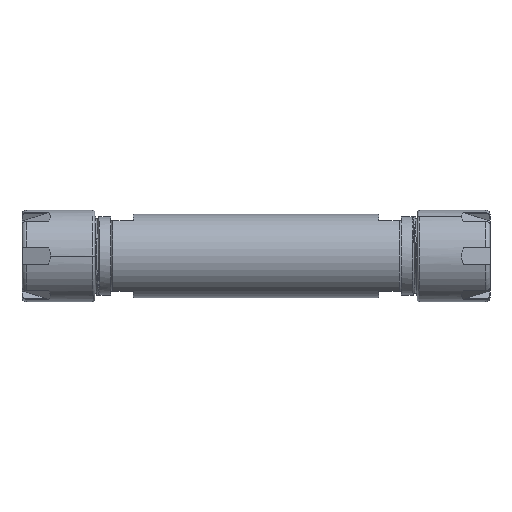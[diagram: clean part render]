
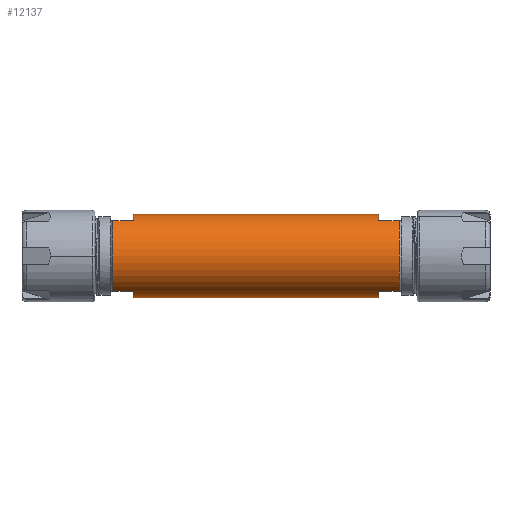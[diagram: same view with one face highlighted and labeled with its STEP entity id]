
A CAD part, front view. The second image highlights one B-rep face of the part: STEP entity #12137.
In plain terms, the highlighted cylindrical face has radius 10 mm (diameter 20 mm), a partial arc.
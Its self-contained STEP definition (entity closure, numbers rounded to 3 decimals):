
#2014 = VERTEX_POINT ( 'NONE', #17194 ) ;
#2051 = VERTEX_POINT ( 'NONE', #17395 ) ;
#2791 = ORIENTED_EDGE ( 'NONE', *, *, #5738, .T. ) ;
#2792 = ORIENTED_EDGE ( 'NONE', *, *, #5720, .F. ) ;
#2798 = ORIENTED_EDGE ( 'NONE', *, *, #5729, .T. ) ;
#2839 = ORIENTED_EDGE ( 'NONE', *, *, #5734, .F. ) ;
#2840 = ORIENTED_EDGE ( 'NONE', *, *, #5688, .F. ) ;
#2849 = ORIENTED_EDGE ( 'NONE', *, *, #5735, .F. ) ;
#2860 = ORIENTED_EDGE ( 'NONE', *, *, #5761, .F. ) ;
#2862 = ORIENTED_EDGE ( 'NONE', *, *, #5721, .F. ) ;
#2864 = ORIENTED_EDGE ( 'NONE', *, *, #5724, .T. ) ;
#2865 = ORIENTED_EDGE ( 'NONE', *, *, #5753, .T. ) ;
#2866 = ORIENTED_EDGE ( 'NONE', *, *, #5758, .F. ) ;
#2878 = ORIENTED_EDGE ( 'NONE', *, *, #5693, .F. ) ;
#3103 = CIRCLE ( 'NONE', #12968, 10. ) ;
#3118 = LINE ( 'NONE', #16846, #3123 ) ;
#3123 = VECTOR ( 'NONE', #16807, 1000. ) ;
#3149 = VECTOR ( 'NONE', #13523, 1000. ) ;
#3164 = CIRCLE ( 'NONE', #12916, 10. ) ;
#3165 = CIRCLE ( 'NONE', #12917, 10. ) ;
#3167 = LINE ( 'NONE', #12981, #3194 ) ;
#3171 = VECTOR ( 'NONE', #13757, 1000. ) ;
#3173 = CIRCLE ( 'NONE', #12920, 10. ) ;
#3178 = VECTOR ( 'NONE', #12945, 1000. ) ;
#3179 = CIRCLE ( 'NONE', #12903, 10. ) ;
#3180 = LINE ( 'NONE', #13377, #3149 ) ;
#3183 = CIRCLE ( 'NONE', #12915, 10. ) ;
#3188 = LINE ( 'NONE', #13632, #3171 ) ;
#3192 = VECTOR ( 'NONE', #13518, 1000. ) ;
#3194 = VECTOR ( 'NONE', #12988, 1000. ) ;
#3196 = LINE ( 'NONE', #12925, #3178 ) ;
#3206 = LINE ( 'NONE', #13466, #3192 ) ;
#3557 = FACE_OUTER_BOUND ( 'NONE', #11761, .T. ) ;
#3608 = CYLINDRICAL_SURFACE ( 'NONE', #13246, 10. ) ;
#5688 = EDGE_CURVE ( 'NONE', #7733, #7734, #3103, .T. ) ;
#5693 = EDGE_CURVE ( 'NONE', #7724, #7757, #3118, .T. ) ;
#5720 = EDGE_CURVE ( 'NONE', #7712, #7931, #3196, .T. ) ;
#5721 = EDGE_CURVE ( 'NONE', #2051, #2014, #3173, .T. ) ;
#5724 = EDGE_CURVE ( 'NONE', #7932, #7728, #3167, .T. ) ;
#5729 = EDGE_CURVE ( 'NONE', #7712, #7938, #3183, .T. ) ;
#5734 = EDGE_CURVE ( 'NONE', #7737, #7733, #3180, .T. ) ;
#5735 = EDGE_CURVE ( 'NONE', #7757, #7728, #3179, .T. ) ;
#5738 = EDGE_CURVE ( 'NONE', #2051, #7734, #3206, .T. ) ;
#5753 = EDGE_CURVE ( 'NONE', #7938, #2014, #3188, .T. ) ;
#5758 = EDGE_CURVE ( 'NONE', #7931, #7724, #3164, .T. ) ;
#5761 = EDGE_CURVE ( 'NONE', #7932, #7737, #3165, .T. ) ;
#7065 = DIRECTION ( 'NONE',  ( 0., 0., 1. ) ) ;
#7072 = CARTESIAN_POINT ( 'NONE',  ( -32.414, 0., 0. ) ) ;
#7076 = DIRECTION ( 'NONE',  ( -1., 0., 0. ) ) ;
#7712 = VERTEX_POINT ( 'NONE', #9456 ) ;
#7724 = VERTEX_POINT ( 'NONE', #9506 ) ;
#7728 = VERTEX_POINT ( 'NONE', #9389 ) ;
#7733 = VERTEX_POINT ( 'NONE', #9454 ) ;
#7734 = VERTEX_POINT ( 'NONE', #9507 ) ;
#7737 = VERTEX_POINT ( 'NONE', #9509 ) ;
#7757 = VERTEX_POINT ( 'NONE', #9455 ) ;
#7931 = VERTEX_POINT ( 'NONE', #9692 ) ;
#7932 = VERTEX_POINT ( 'NONE', #9652 ) ;
#7938 = VERTEX_POINT ( 'NONE', #9655 ) ;
#9389 = CARTESIAN_POINT ( 'NONE',  ( -29.5, -5.268, -8.5 ) ) ;
#9454 = CARTESIAN_POINT ( 'NONE',  ( -29.5, -5.268, 8.5 ) ) ;
#9455 = CARTESIAN_POINT ( 'NONE',  ( -29.5, 0., -10. ) ) ;
#9456 = CARTESIAN_POINT ( 'NONE',  ( 34.45, -5.268, -8.5 ) ) ;
#9506 = CARTESIAN_POINT ( 'NONE',  ( 29.5, 0., -10. ) ) ;
#9507 = CARTESIAN_POINT ( 'NONE',  ( -29.5, 0., 10. ) ) ;
#9509 = CARTESIAN_POINT ( 'NONE',  ( -34.45, -5.268, 8.5 ) ) ;
#9652 = CARTESIAN_POINT ( 'NONE',  ( -34.45, -5.268, -8.5 ) ) ;
#9655 = CARTESIAN_POINT ( 'NONE',  ( 34.45, -5.268, 8.5 ) ) ;
#9692 = CARTESIAN_POINT ( 'NONE',  ( 29.5, -5.268, -8.5 ) ) ;
#11761 = EDGE_LOOP ( 'NONE', ( #2878, #2866, #2792, #2798, #2865, #2862, #2791, #2840, #2839, #2860, #2864, #2849 ) ) ;
#12137 = ADVANCED_FACE ( 'NONE', ( #3557 ), #3608, .T. ) ;
#12903 = AXIS2_PLACEMENT_3D ( 'NONE', #13435, #13574, #13427 ) ;
#12915 = AXIS2_PLACEMENT_3D ( 'NONE', #13200, #13130, #13172 ) ;
#12916 = AXIS2_PLACEMENT_3D ( 'NONE', #13996, #13958, #13831 ) ;
#12917 = AXIS2_PLACEMENT_3D ( 'NONE', #13835, #13857, #13860 ) ;
#12920 = AXIS2_PLACEMENT_3D ( 'NONE', #13037, #13045, #13046 ) ;
#12925 = CARTESIAN_POINT ( 'NONE',  ( -32.414, -5.268, -8.5 ) ) ;
#12945 = DIRECTION ( 'NONE',  ( -1., 0., 0. ) ) ;
#12968 = AXIS2_PLACEMENT_3D ( 'NONE', #16661, #16579, #16599 ) ;
#12981 = CARTESIAN_POINT ( 'NONE',  ( -32.414, -5.268, -8.5 ) ) ;
#12988 = DIRECTION ( 'NONE',  ( 1., 0., 0. ) ) ;
#13037 = CARTESIAN_POINT ( 'NONE',  ( 29.5, 0., 0. ) ) ;
#13045 = DIRECTION ( 'NONE',  ( 1., 0., 0. ) ) ;
#13046 = DIRECTION ( 'NONE',  ( 0., 0., -1. ) ) ;
#13130 = DIRECTION ( 'NONE',  ( -1., 0., 0. ) ) ;
#13172 = DIRECTION ( 'NONE',  ( 0., 0., 1. ) ) ;
#13200 = CARTESIAN_POINT ( 'NONE',  ( 34.45, 0., 0. ) ) ;
#13246 = AXIS2_PLACEMENT_3D ( 'NONE', #7072, #7076, #7065 ) ;
#13377 = CARTESIAN_POINT ( 'NONE',  ( -32.414, -5.268, 8.5 ) ) ;
#13427 = DIRECTION ( 'NONE',  ( 0., 0., 1. ) ) ;
#13435 = CARTESIAN_POINT ( 'NONE',  ( -29.5, 0., 0. ) ) ;
#13466 = CARTESIAN_POINT ( 'NONE',  ( -32.414, 0., 10. ) ) ;
#13518 = DIRECTION ( 'NONE',  ( -1., 0., 0. ) ) ;
#13523 = DIRECTION ( 'NONE',  ( 1., 0., 0. ) ) ;
#13574 = DIRECTION ( 'NONE',  ( -1., 0., 0. ) ) ;
#13632 = CARTESIAN_POINT ( 'NONE',  ( -32.414, -5.268, 8.5 ) ) ;
#13757 = DIRECTION ( 'NONE',  ( -1., 0., 0. ) ) ;
#13831 = DIRECTION ( 'NONE',  ( 0., 0., -1. ) ) ;
#13835 = CARTESIAN_POINT ( 'NONE',  ( -34.45, 0., 0. ) ) ;
#13857 = DIRECTION ( 'NONE',  ( -1., 0., 0. ) ) ;
#13860 = DIRECTION ( 'NONE',  ( 0., 0., 1. ) ) ;
#13958 = DIRECTION ( 'NONE',  ( 1., 0., 0. ) ) ;
#13996 = CARTESIAN_POINT ( 'NONE',  ( 29.5, 0., 0. ) ) ;
#16579 = DIRECTION ( 'NONE',  ( -1., 0., 0. ) ) ;
#16599 = DIRECTION ( 'NONE',  ( 0., 0., 1. ) ) ;
#16661 = CARTESIAN_POINT ( 'NONE',  ( -29.5, 0., 0. ) ) ;
#16807 = DIRECTION ( 'NONE',  ( -1., 0., 0. ) ) ;
#16846 = CARTESIAN_POINT ( 'NONE',  ( -32.414, 0., -10. ) ) ;
#17194 = CARTESIAN_POINT ( 'NONE',  ( 29.5, -5.268, 8.5 ) ) ;
#17395 = CARTESIAN_POINT ( 'NONE',  ( 29.5, 0., 10. ) ) ;
